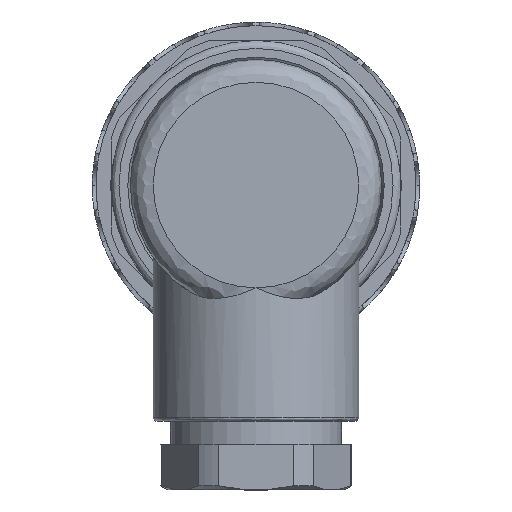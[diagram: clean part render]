
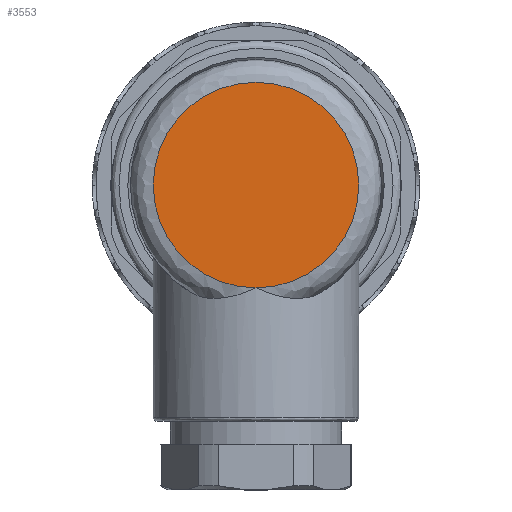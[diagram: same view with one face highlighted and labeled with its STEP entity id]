
A CAD part, top view. The second image highlights one B-rep face of the part: STEP entity #3553.
In plain terms, the highlighted face is planar.
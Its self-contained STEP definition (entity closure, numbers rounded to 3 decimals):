
#2741=CIRCLE('',#17318,13.5);
#2742=CIRCLE('',#17319,13.5);
#3553=ADVANCED_FACE('',(#4841),#4290,.T.);
#4290=PLANE('',#17320);
#4841=FACE_OUTER_BOUND('',#5818,.T.);
#5818=EDGE_LOOP('',(#8028,#8029));
#8028=ORIENTED_EDGE('',*,*,#13075,.T.);
#8029=ORIENTED_EDGE('',*,*,#13076,.T.);
#11338=VERTEX_POINT('',#24545);
#11339=VERTEX_POINT('',#24546);
#13075=EDGE_CURVE('',#11338,#11339,#2741,.T.);
#13076=EDGE_CURVE('',#11339,#11338,#2742,.T.);
#17318=AXIS2_PLACEMENT_3D('',#24544,#20081,#20082);
#17319=AXIS2_PLACEMENT_3D('',#24547,#20083,#20084);
#17320=AXIS2_PLACEMENT_3D('',#24548,#20085,#20086);
#20081=DIRECTION('',(1.,0.,0.));
#20082=DIRECTION('',(0.,1.,0.));
#20083=DIRECTION('',(1.,0.,0.));
#20084=DIRECTION('',(0.,-1.,0.));
#20085=DIRECTION('',(1.,0.,0.));
#20086=DIRECTION('',(0.,1.,0.));
#24544=CARTESIAN_POINT('',(-4.631,44.157,0.));
#24545=CARTESIAN_POINT('',(-4.631,57.657,0.));
#24546=CARTESIAN_POINT('',(-4.631,30.657,0.));
#24547=CARTESIAN_POINT('',(-4.631,44.157,0.));
#24548=CARTESIAN_POINT('',(-4.631,29.307,-14.85));
